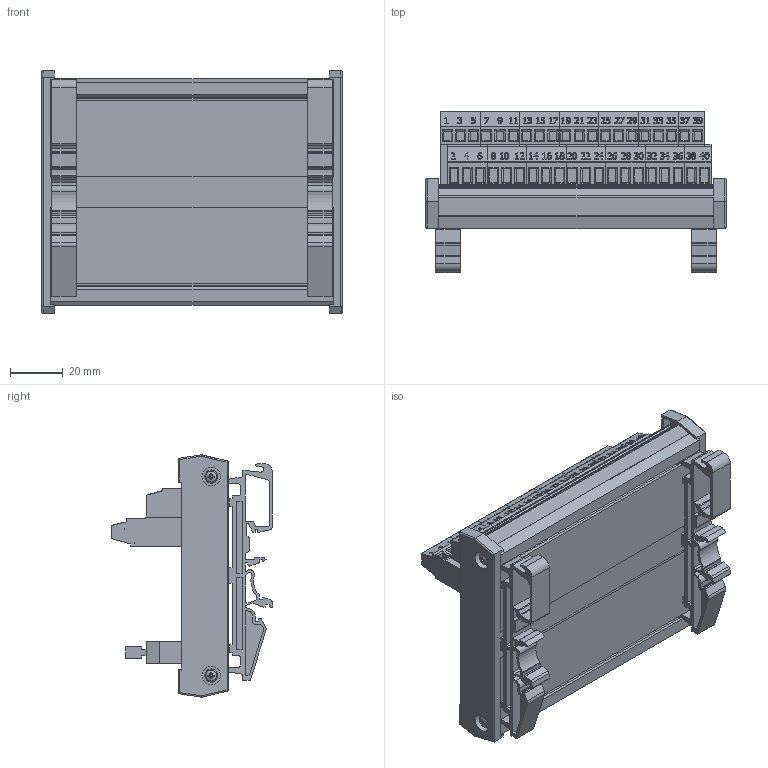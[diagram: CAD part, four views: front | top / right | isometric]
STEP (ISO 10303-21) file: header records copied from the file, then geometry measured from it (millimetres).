
FILE_DESCRIPTION((''),'2;1');
FILE_NAME('FBK_20.stp','2013-06-21T12:43:31',('roland'),(''),'Autodesk Inventor 2013','Autodesk Inventor 2013','');
FILE_SCHEMA(('CONFIG_CONTROL_DESIGN'));
Length unit declared in the file: millimetre
Products named in the file (11): 40; 40 BASE PLATE; 15 CASE; BASE SIDE; BASE LEGS; 2 GREEN updated; 3 GREEN updated; 40 lable1; 40 lable2; BS EN ISO 7045 Z - Metric M2.5 x 10 - 4.8 - Z; FBK40
Assembly tree (20 placements, depth 2):
  40
    40 BASE PLATE
    15 CASE
    BASE SIDE  x2
    BASE LEGS  x2
    2 GREEN updated
    3 GREEN updated  x6
    40 lable1
    40 lable2
    BS EN ISO 7045 Z - Metric M2.5 x 10 - 4.8 - Z  x4
    FBK40
Bounding box: 114 x 61.24 x 92.02 mm (x, y, z)
Volume: 102471 mm3; surface area: 111453.9 mm2
Topology: 20 solids, 20 shells, 3874 faces, 10347 edges, 6766 vertices
Faces by surface type: plane 2262, cylinder 762, bspline 762, cone 64, torus 20, sphere 4
Full cylindrical faces by diameter (mm): 0.65 x2, 0.7 x240, 1.5 x40, 2.256 x4, 2.4 x4, 2.5 x44, 2.7 x2, 2.8 x2, 3.2 x4, 4 x40, 7 x4, 9 x4
Entity records: 97148 total; most frequent: CARTESIAN_POINT 26204, ORIENTED_EDGE 15404, DIRECTION 11572, EDGE_CURVE 7702, VERTEX_POINT 5272, VECTOR 5132, LINE 5132, EDGE_LOOP 4062
